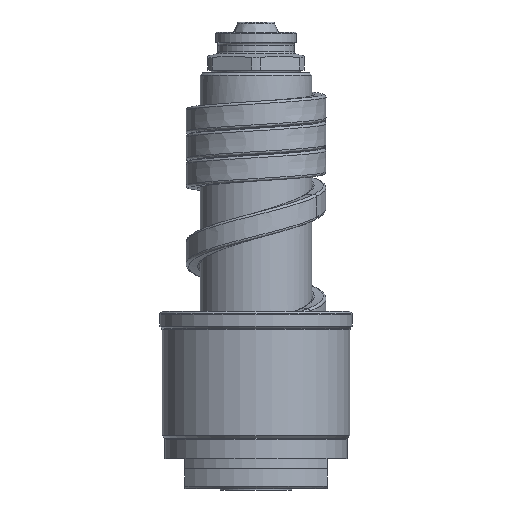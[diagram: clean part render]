
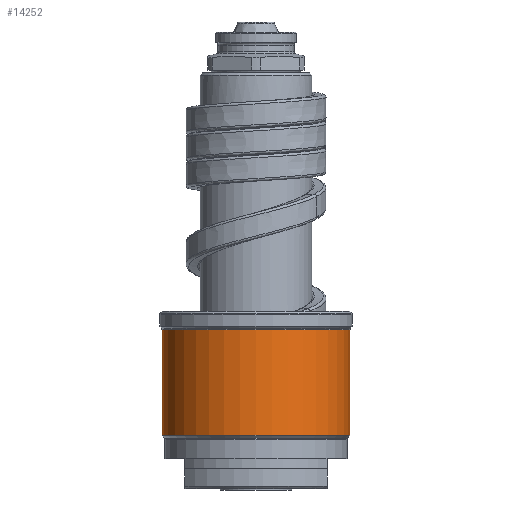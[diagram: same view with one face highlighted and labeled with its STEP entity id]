
A CAD part, front view. The second image highlights one B-rep face of the part: STEP entity #14252.
In plain terms, the highlighted cylindrical face has radius 18.5 mm (diameter 37 mm), a partial arc.
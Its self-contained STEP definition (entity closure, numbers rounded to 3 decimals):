
#5295=CARTESIAN_POINT('',(0.,0.,10.583));
#5296=DIRECTION('',(0.,0.,1.));
#5297=DIRECTION('',(-1.,0.,0.));
#5298=AXIS2_PLACEMENT_3D('',#5295,#5296,#5297);
#5300=DIRECTION('',(0.,0.,-1.));
#5301=VECTOR('',#5300,20.834);
#5302=CARTESIAN_POINT('',(-18.5,0.,31.417));
#5303=LINE('',#5302,#5301);
#5304=CARTESIAN_POINT('',(0.,0.,31.417));
#5305=DIRECTION('',(0.,0.,1.));
#5306=DIRECTION('',(-1.,0.,0.));
#5307=AXIS2_PLACEMENT_3D('',#5304,#5305,#5306);
#5309=DIRECTION('',(0.,0.,-1.));
#5310=VECTOR('',#5309,20.834);
#5311=CARTESIAN_POINT('',(18.5,0.,31.417));
#5312=LINE('',#5311,#5310);
#5645=CARTESIAN_POINT('',(18.5,0.,31.417));
#5646=CARTESIAN_POINT('',(-18.5,0.,31.417));
#5647=VERTEX_POINT('',#5645);
#5648=VERTEX_POINT('',#5646);
#5671=CARTESIAN_POINT('',(18.5,0.,10.583));
#5672=VERTEX_POINT('',#5671);
#5673=CARTESIAN_POINT('',(-18.5,0.,10.583));
#5674=VERTEX_POINT('',#5673);
#14240=CARTESIAN_POINT('',(0.,0.,8.75));
#14241=DIRECTION('',(0.,0.,1.));
#14242=DIRECTION('',(-1.,0.,0.));
#14243=AXIS2_PLACEMENT_3D('',#14240,#14241,#14242);
#14244=CYLINDRICAL_SURFACE('',#14243,18.5);
#14245=ORIENTED_EDGE('',*,*,#12419,.F.);
#14246=ORIENTED_EDGE('',*,*,#12400,.F.);
#14248=ORIENTED_EDGE('',*,*,#14247,.T.);
#14249=ORIENTED_EDGE('',*,*,#12396,.T.);
#14250=EDGE_LOOP('',(#14245,#14246,#14248,#14249));
#14251=FACE_OUTER_BOUND('',#14250,.F.);
#5299=CIRCLE('',#5298,18.5);
#5308=CIRCLE('',#5307,18.5);
#12396=EDGE_CURVE('',#5647,#5672,#5312,.T.);
#12400=EDGE_CURVE('',#5648,#5674,#5303,.T.);
#12419=EDGE_CURVE('',#5674,#5672,#5299,.T.);
#14247=EDGE_CURVE('',#5648,#5647,#5308,.T.);
#14252=ADVANCED_FACE('',(#14251),#14244,.T.);
